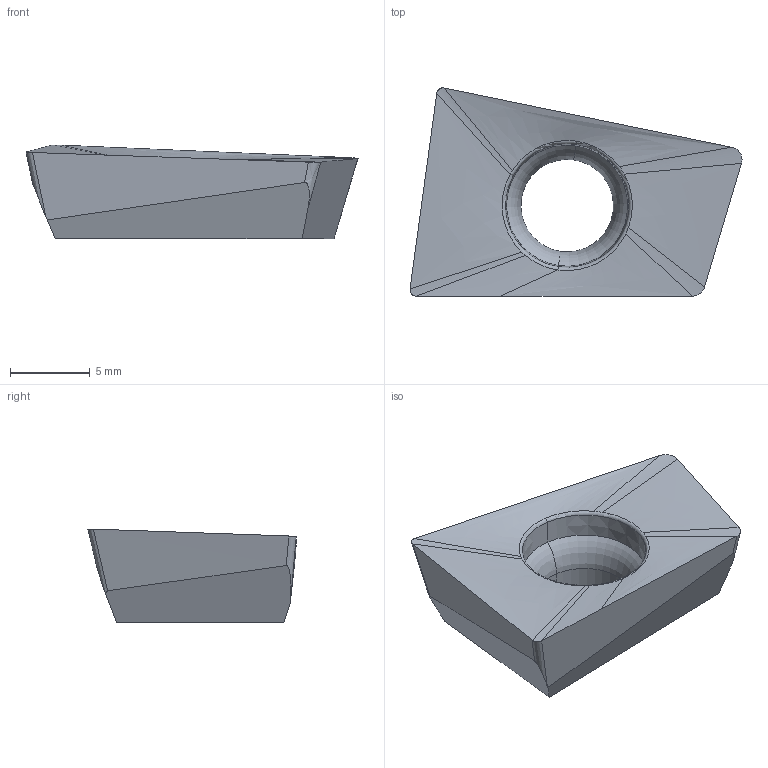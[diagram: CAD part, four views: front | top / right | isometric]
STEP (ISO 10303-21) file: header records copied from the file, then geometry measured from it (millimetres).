
FILE_DESCRIPTION(/* description */ (''),/* implementation_level */ '2;1');
FILE_NAME(/* name */ 'QOGT1959R-G1.stp',/* time_stamp */ '2021-09-07T08:28:50+09:00',/* author */ (''),/* organization */ (''),/* preprocessor_version */ 'ST-DEVELOPER v16',/* originating_system */ 'SIEMENS PLM Software NX 10.0',/* authorisation */ '');
FILE_SCHEMA (('AUTOMOTIVE_DESIGN { 1 0 10303 214 3 1 1 1 }'));
Length unit declared in the file: millimetre
Products named in the file (1): QOGT1959R-G1
Bounding box: 20.8 x 13.05 x 5.89 mm (x, y, z)
Volume: 751.5 mm3; surface area: 697.5 mm2
Topology: 1 solids, 1 shells, 29 faces, 80 edges, 63 vertices
Faces by surface type: bspline 12, plane 8, torus 4, cone 2, cylinder 2, extrusion 1
Entity records: 2185 total; most frequent: CARTESIAN_POINT 1450, ORIENTED_EDGE 142, DIRECTION 115, EDGE_CURVE 71, AXIS2_PLACEMENT_3D 44, VERTEX_POINT 43, B_SPLINE_CURVE_WITH_KNOTS 31, EDGE_LOOP 30
